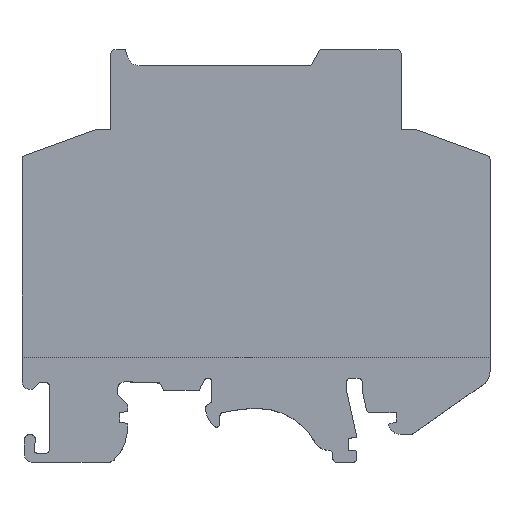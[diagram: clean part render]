
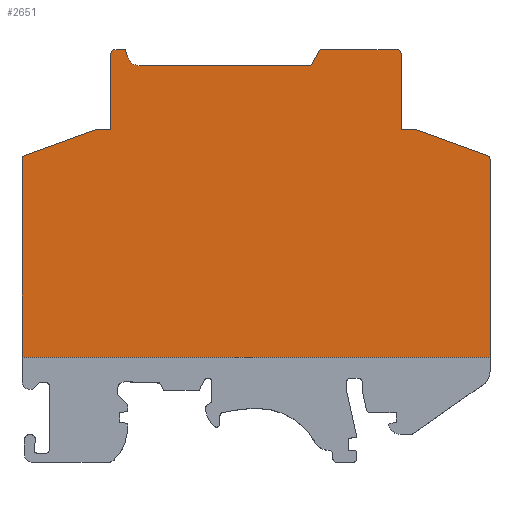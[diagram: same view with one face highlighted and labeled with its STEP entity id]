
A CAD part, top view. The second image highlights one B-rep face of the part: STEP entity #2651.
In plain terms, the highlighted planar face has unit normal (0, 0, 1).
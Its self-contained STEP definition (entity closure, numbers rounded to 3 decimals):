
#877=DIRECTION('',(-1.,0.,0.));
#878=VECTOR('',#877,58.4);
#879=CARTESIAN_POINT('',(29.2,-12.65,6.9));
#880=LINE('',#879,#878);
#881=DIRECTION('',(0.,1.,0.));
#882=VECTOR('',#881,24.701);
#883=CARTESIAN_POINT('',(-29.2,-12.65,6.9));
#884=LINE('',#883,#882);
#885=CARTESIAN_POINT('',(-28.7,12.051,6.9));
#886=DIRECTION('',(0.,0.,-1.));
#887=DIRECTION('',(-1.,0.,0.));
#888=AXIS2_PLACEMENT_3D('',#885,#886,#887);
#890=DIRECTION('',(0.94,0.342,0.));
#891=VECTOR('',#890,9.44);
#892=CARTESIAN_POINT('',(-28.871,12.521,6.9));
#893=LINE('',#892,#891);
#894=DIRECTION('',(1.,0.,0.));
#895=VECTOR('',#894,1.9);
#896=CARTESIAN_POINT('',(-20.,15.75,6.9));
#897=LINE('',#896,#895);
#898=DIRECTION('',(0.,1.,0.));
#899=VECTOR('',#898,9.5);
#900=CARTESIAN_POINT('',(-18.1,15.75,6.9));
#901=LINE('',#900,#899);
#902=CARTESIAN_POINT('',(-17.6,25.25,6.9));
#903=DIRECTION('',(0.,0.,-1.));
#904=DIRECTION('',(-1.,0.,0.));
#905=AXIS2_PLACEMENT_3D('',#902,#903,#904);
#907=DIRECTION('',(1.,0.,0.));
#908=VECTOR('',#907,1.3);
#909=CARTESIAN_POINT('',(-17.6,25.75,6.9));
#910=LINE('',#909,#908);
#911=DIRECTION('',(0.276,-0.961,0.));
#912=VECTOR('',#911,0.95);
#913=CARTESIAN_POINT('',(-16.3,25.75,6.9));
#914=LINE('',#913,#912);
#915=CARTESIAN_POINT('',(-14.596,25.25,6.9));
#916=DIRECTION('',(0.,0.,1.));
#917=DIRECTION('',(-0.961,-0.276,0.));
#918=AXIS2_PLACEMENT_3D('',#915,#916,#917);
#920=DIRECTION('',(1.,0.,0.));
#921=VECTOR('',#920,21.441);
#922=CARTESIAN_POINT('',(-14.596,23.75,6.9));
#923=LINE('',#922,#921);
#924=DIRECTION('',(0.5,0.866,0.));
#925=VECTOR('',#924,2.165);
#926=CARTESIAN_POINT('',(6.845,23.75,6.9));
#927=LINE('',#926,#925);
#928=CARTESIAN_POINT('',(8.144,25.5,6.9));
#929=DIRECTION('',(0.,0.,-1.));
#930=DIRECTION('',(-0.866,0.5,0.));
#931=AXIS2_PLACEMENT_3D('',#928,#929,#930);
#933=DIRECTION('',(1.,0.,0.));
#934=VECTOR('',#933,9.356);
#935=CARTESIAN_POINT('',(8.144,25.75,6.9));
#936=LINE('',#935,#934);
#937=DIRECTION('',(1.,0.,0.));
#938=VECTOR('',#937,0.1);
#939=CARTESIAN_POINT('',(17.5,25.75,6.9));
#940=LINE('',#939,#938);
#941=CARTESIAN_POINT('',(17.6,25.25,6.9));
#942=DIRECTION('',(0.,0.,-1.));
#943=DIRECTION('',(0.,1.,0.));
#944=AXIS2_PLACEMENT_3D('',#941,#942,#943);
#946=DIRECTION('',(0.,-1.,0.));
#947=VECTOR('',#946,9.5);
#948=CARTESIAN_POINT('',(18.1,25.25,6.9));
#949=LINE('',#948,#947);
#950=DIRECTION('',(1.,0.,0.));
#951=VECTOR('',#950,1.9);
#952=CARTESIAN_POINT('',(18.1,15.75,6.9));
#953=LINE('',#952,#951);
#954=DIRECTION('',(0.94,-0.342,0.));
#955=VECTOR('',#954,9.44);
#956=CARTESIAN_POINT('',(20.,15.75,6.9));
#957=LINE('',#956,#955);
#958=CARTESIAN_POINT('',(28.7,12.051,6.9));
#959=DIRECTION('',(0.,0.,-1.));
#960=DIRECTION('',(0.342,0.94,0.));
#961=AXIS2_PLACEMENT_3D('',#958,#959,#960);
#963=DIRECTION('',(0.,-1.,0.));
#964=VECTOR('',#963,24.701);
#965=CARTESIAN_POINT('',(29.2,12.051,6.9));
#966=LINE('',#965,#964);
#1487=CARTESIAN_POINT('',(-29.2,12.051,6.9));
#1488=VERTEX_POINT('',#1487);
#1489=CARTESIAN_POINT('',(-29.2,-12.65,6.9));
#1490=VERTEX_POINT('',#1489);
#1505=CARTESIAN_POINT('',(-28.871,12.521,6.9));
#1506=VERTEX_POINT('',#1505);
#1509=CARTESIAN_POINT('',(-20.,15.75,6.9));
#1511=VERTEX_POINT('',#1509);
#1517=CARTESIAN_POINT('',(-18.1,15.75,6.9));
#1518=VERTEX_POINT('',#1517);
#1519=CARTESIAN_POINT('',(-18.1,25.25,6.9));
#1520=VERTEX_POINT('',#1519);
#1521=CARTESIAN_POINT('',(-17.6,25.75,6.9));
#1522=VERTEX_POINT('',#1521);
#1523=CARTESIAN_POINT('',(-16.3,25.75,6.9));
#1524=VERTEX_POINT('',#1523);
#1525=CARTESIAN_POINT('',(-16.038,24.837,6.9));
#1526=VERTEX_POINT('',#1525);
#1527=CARTESIAN_POINT('',(-14.596,23.75,6.9));
#1528=VERTEX_POINT('',#1527);
#1529=CARTESIAN_POINT('',(6.845,23.75,6.9));
#1530=VERTEX_POINT('',#1529);
#1531=CARTESIAN_POINT('',(7.928,25.625,6.9));
#1532=VERTEX_POINT('',#1531);
#1533=CARTESIAN_POINT('',(8.144,25.75,6.9));
#1534=VERTEX_POINT('',#1533);
#1535=CARTESIAN_POINT('',(17.5,25.75,6.9));
#1536=VERTEX_POINT('',#1535);
#1537=CARTESIAN_POINT('',(17.6,25.75,6.9));
#1538=VERTEX_POINT('',#1537);
#1539=CARTESIAN_POINT('',(18.1,25.25,6.9));
#1540=VERTEX_POINT('',#1539);
#1541=CARTESIAN_POINT('',(18.1,15.75,6.9));
#1542=VERTEX_POINT('',#1541);
#1545=CARTESIAN_POINT('',(20.,15.75,6.9));
#1546=VERTEX_POINT('',#1545);
#1548=CARTESIAN_POINT('',(28.871,12.521,6.9));
#1549=VERTEX_POINT('',#1548);
#1554=CARTESIAN_POINT('',(29.2,12.051,6.9));
#1555=VERTEX_POINT('',#1554);
#1562=CARTESIAN_POINT('',(29.2,-12.65,6.9));
#1563=VERTEX_POINT('',#1562);
#2623=CARTESIAN_POINT('',(0.,0.,6.9));
#2624=DIRECTION('',(0.,0.,1.));
#2625=DIRECTION('',(1.,0.,0.));
#2626=AXIS2_PLACEMENT_3D('',#2623,#2624,#2625);
#2627=PLANE('',#2626);
#2628=ORIENTED_EDGE('',*,*,#2615,.T.);
#2629=ORIENTED_EDGE('',*,*,#1940,.T.);
#2630=ORIENTED_EDGE('',*,*,#1971,.T.);
#2631=ORIENTED_EDGE('',*,*,#1986,.T.);
#2632=ORIENTED_EDGE('',*,*,#2008,.T.);
#2633=ORIENTED_EDGE('',*,*,#2022,.T.);
#2634=ORIENTED_EDGE('',*,*,#2036,.T.);
#2635=ORIENTED_EDGE('',*,*,#2050,.T.);
#2636=ORIENTED_EDGE('',*,*,#2064,.T.);
#2637=ORIENTED_EDGE('',*,*,#2078,.T.);
#2638=ORIENTED_EDGE('',*,*,#2092,.T.);
#2639=ORIENTED_EDGE('',*,*,#2106,.T.);
#2640=ORIENTED_EDGE('',*,*,#2120,.T.);
#2641=ORIENTED_EDGE('',*,*,#2134,.T.);
#2642=ORIENTED_EDGE('',*,*,#2148,.T.);
#2643=ORIENTED_EDGE('',*,*,#2162,.T.);
#2644=ORIENTED_EDGE('',*,*,#2176,.T.);
#2645=ORIENTED_EDGE('',*,*,#2191,.T.);
#2646=ORIENTED_EDGE('',*,*,#2211,.T.);
#2647=ORIENTED_EDGE('',*,*,#2263,.T.);
#2648=ORIENTED_EDGE('',*,*,#2283,.T.);
#2649=EDGE_LOOP('',(#2628,#2629,#2630,#2631,#2632,#2633,#2634,#2635,#2636,#2637,
#2638,#2639,#2640,#2641,#2642,#2643,#2644,#2645,#2646,#2647,#2648));
#2650=FACE_OUTER_BOUND('',#2649,.F.);
#889=CIRCLE('',#888,0.5);
#906=CIRCLE('',#905,0.5);
#919=CIRCLE('',#918,1.5);
#932=CIRCLE('',#931,0.25);
#945=CIRCLE('',#944,0.5);
#962=CIRCLE('',#961,0.5);
#1940=EDGE_CURVE('',#1490,#1488,#884,.T.);
#1971=EDGE_CURVE('',#1488,#1506,#889,.T.);
#1986=EDGE_CURVE('',#1506,#1511,#893,.T.);
#2008=EDGE_CURVE('',#1511,#1518,#897,.T.);
#2022=EDGE_CURVE('',#1518,#1520,#901,.T.);
#2036=EDGE_CURVE('',#1520,#1522,#906,.T.);
#2050=EDGE_CURVE('',#1522,#1524,#910,.T.);
#2064=EDGE_CURVE('',#1524,#1526,#914,.T.);
#2078=EDGE_CURVE('',#1526,#1528,#919,.T.);
#2092=EDGE_CURVE('',#1528,#1530,#923,.T.);
#2106=EDGE_CURVE('',#1530,#1532,#927,.T.);
#2120=EDGE_CURVE('',#1532,#1534,#932,.T.);
#2134=EDGE_CURVE('',#1534,#1536,#936,.T.);
#2148=EDGE_CURVE('',#1536,#1538,#940,.T.);
#2162=EDGE_CURVE('',#1538,#1540,#945,.T.);
#2176=EDGE_CURVE('',#1540,#1542,#949,.T.);
#2191=EDGE_CURVE('',#1542,#1546,#953,.T.);
#2211=EDGE_CURVE('',#1546,#1549,#957,.T.);
#2263=EDGE_CURVE('',#1549,#1555,#962,.T.);
#2283=EDGE_CURVE('',#1555,#1563,#966,.T.);
#2615=EDGE_CURVE('',#1563,#1490,#880,.T.);
#2651=ADVANCED_FACE('',(#2650),#2627,.T.);
